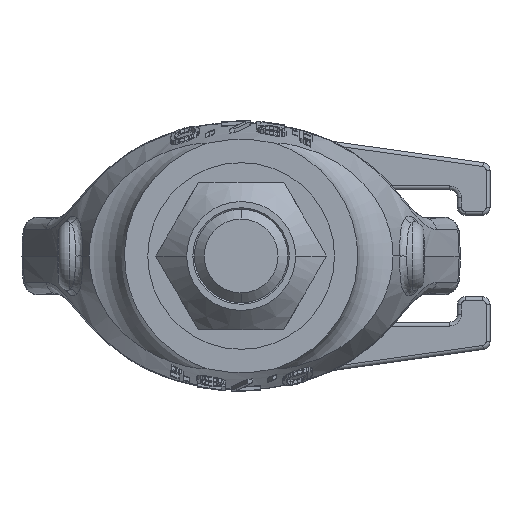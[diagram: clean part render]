
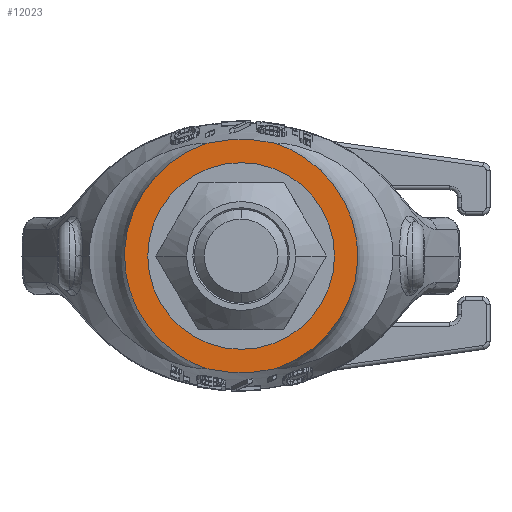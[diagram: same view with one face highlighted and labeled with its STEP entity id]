
A CAD part, front view. The second image highlights one B-rep face of the part: STEP entity #12023.
In plain terms, the highlighted planar face has unit normal (0, -1, 0).
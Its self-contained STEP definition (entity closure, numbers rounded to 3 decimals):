
#2244=CARTESIAN_POINT('',(4.388,0.,-14.499));
#2245=CARTESIAN_POINT('',(5.126,0.,-14.254));
#2246=CARTESIAN_POINT('',(6.545,0.,-13.664));
#2247=CARTESIAN_POINT('',(8.523,0.,-12.479));
#2248=CARTESIAN_POINT('',(10.29,0.,-11.03));
#2249=CARTESIAN_POINT('',(11.817,0.,-9.35));
#2250=CARTESIAN_POINT('',(13.073,0.,-7.477));
#2251=CARTESIAN_POINT('',(14.035,0.,-5.451));
#2252=CARTESIAN_POINT('',(14.686,0.,-3.315));
#2253=CARTESIAN_POINT('',(15.014,0.,-1.112));
#2254=CARTESIAN_POINT('',(15.014,0.,1.112));
#2255=CARTESIAN_POINT('',(14.686,0.,3.315));
#2256=CARTESIAN_POINT('',(14.035,0.,5.451));
#2257=CARTESIAN_POINT('',(13.073,0.,7.477));
#2258=CARTESIAN_POINT('',(11.817,0.,9.35));
#2259=CARTESIAN_POINT('',(10.29,0.,11.03));
#2260=CARTESIAN_POINT('',(8.523,0.,12.479));
#2261=CARTESIAN_POINT('',(6.545,0.,13.664));
#2262=CARTESIAN_POINT('',(5.126,0.,14.254));
#2263=CARTESIAN_POINT('',(4.388,0.,14.499));
#2265=CARTESIAN_POINT('',(4.388,0.,-14.499));
#2266=CARTESIAN_POINT('',(4.042,0.,-14.58));
#2267=CARTESIAN_POINT('',(3.146,0.,-14.761));
#2268=CARTESIAN_POINT('',(1.681,0.,-14.952));
#2269=CARTESIAN_POINT('',(0.,0.,-15.024));
#2270=CARTESIAN_POINT('',(-1.681,0.,-14.952));
#2271=CARTESIAN_POINT('',(-3.146,0.,-14.761));
#2272=CARTESIAN_POINT('',(-4.042,0.,-14.58));
#2273=CARTESIAN_POINT('',(-4.388,0.,-14.499));
#2275=CARTESIAN_POINT('',(4.388,0.,14.499));
#2276=CARTESIAN_POINT('',(4.042,0.,14.58));
#2277=CARTESIAN_POINT('',(3.146,0.,14.761));
#2278=CARTESIAN_POINT('',(1.681,0.,14.952));
#2279=CARTESIAN_POINT('',(0.,0.,15.024));
#2280=CARTESIAN_POINT('',(-1.681,0.,14.952));
#2281=CARTESIAN_POINT('',(-3.146,0.,14.761));
#2282=CARTESIAN_POINT('',(-4.042,0.,14.58));
#2283=CARTESIAN_POINT('',(-4.388,0.,14.499));
#2285=CARTESIAN_POINT('',(0.,0.,0.));
#2286=DIRECTION('',(0.,-1.,0.));
#2287=DIRECTION('',(1.,0.,0.));
#2288=AXIS2_PLACEMENT_3D('',#2285,#2286,#2287);
#2290=CARTESIAN_POINT('',(0.,0.,0.));
#2291=DIRECTION('',(0.,-1.,0.));
#2292=DIRECTION('',(-1.,0.,0.));
#2293=AXIS2_PLACEMENT_3D('',#2290,#2291,#2292);
#2295=CARTESIAN_POINT('',(-4.388,0.,14.499));
#2296=CARTESIAN_POINT('',(-5.126,0.,14.254));
#2297=CARTESIAN_POINT('',(-6.545,0.,13.664));
#2298=CARTESIAN_POINT('',(-8.523,0.,12.479));
#2299=CARTESIAN_POINT('',(-10.29,0.,11.031));
#2300=CARTESIAN_POINT('',(-11.817,0.,9.35));
#2301=CARTESIAN_POINT('',(-13.073,0.,7.477));
#2302=CARTESIAN_POINT('',(-14.035,0.,5.451));
#2303=CARTESIAN_POINT('',(-14.686,0.,3.315));
#2304=CARTESIAN_POINT('',(-15.014,0.,1.112));
#2305=CARTESIAN_POINT('',(-15.014,0.,-1.112));
#2306=CARTESIAN_POINT('',(-14.686,0.,-3.315));
#2307=CARTESIAN_POINT('',(-14.035,0.,-5.451));
#2308=CARTESIAN_POINT('',(-13.073,0.,-7.477));
#2309=CARTESIAN_POINT('',(-11.817,0.,-9.35));
#2310=CARTESIAN_POINT('',(-10.29,0.,-11.031));
#2311=CARTESIAN_POINT('',(-8.523,0.,-12.479));
#2312=CARTESIAN_POINT('',(-6.545,0.,-13.664));
#2313=CARTESIAN_POINT('',(-5.126,0.,-14.254));
#2314=CARTESIAN_POINT('',(-4.388,0.,-14.499));
#7891=CARTESIAN_POINT('',(10.15,0.,0.));
#7892=CARTESIAN_POINT('',(-10.15,0.,0.));
#7893=VERTEX_POINT('',#7891);
#7894=VERTEX_POINT('',#7892);
#8726=VERTEX_POINT('',#2275);
#8727=VERTEX_POINT('',#2283);
#8728=VERTEX_POINT('',#2265);
#8729=VERTEX_POINT('',#2273);
#12005=CARTESIAN_POINT('',(-17.191,0.,0.));
#12006=DIRECTION('',(0.,-1.,0.));
#12007=DIRECTION('',(1.,0.,0.));
#12008=AXIS2_PLACEMENT_3D('',#12005,#12006,#12007);
#12009=PLANE('',#12008);
#12010=ORIENTED_EDGE('',*,*,#11998,.F.);
#12011=ORIENTED_EDGE('',*,*,#9681,.T.);
#12013=ORIENTED_EDGE('',*,*,#12012,.F.);
#12014=ORIENTED_EDGE('',*,*,#10605,.F.);
#12015=EDGE_LOOP('',(#12010,#12011,#12013,#12014));
#12016=FACE_OUTER_BOUND('',#12015,.F.);
#12018=ORIENTED_EDGE('',*,*,#12017,.T.);
#12020=ORIENTED_EDGE('',*,*,#12019,.T.);
#12021=EDGE_LOOP('',(#12018,#12020));
#12022=FACE_BOUND('',#12021,.F.);
#12023=ADVANCED_FACE('',(#12016,#12022),#12009,.T.);
#2264=B_SPLINE_CURVE_WITH_KNOTS('',3,(#2244,#2245,#2246,#2247,#2248,#2249,#2250,
#2251,#2252,#2253,#2254,#2255,#2256,#2257,#2258,#2259,#2260,#2261,#2262,#2263),
.UNSPECIFIED.,.F.,.F.,(4,1,1,1,1,1,1,1,1,1,1,1,1,1,1,1,1,4),(0.,
0.059,0.118,0.176,0.235,
0.294,0.353,0.412,0.471,
0.529,0.588,0.647,0.706,
0.765,0.824,0.882,0.941,1.),
.UNSPECIFIED.);
#2274=B_SPLINE_CURVE_WITH_KNOTS('',3,(#2265,#2266,#2267,#2268,#2269,#2270,#2271,
#2272,#2273),.UNSPECIFIED.,.F.,.F.,(4,1,1,1,1,1,4),(0.,0.121,
0.311,0.5,0.689,0.879,1.),
.UNSPECIFIED.);
#2284=B_SPLINE_CURVE_WITH_KNOTS('',3,(#2275,#2276,#2277,#2278,#2279,#2280,#2281,
#2282,#2283),.UNSPECIFIED.,.F.,.F.,(4,1,1,1,1,1,4),(0.,0.121,
0.311,0.5,0.689,0.879,1.),
.UNSPECIFIED.);
#2289=CIRCLE('',#2288,10.15);
#2294=CIRCLE('',#2293,10.15);
#2315=B_SPLINE_CURVE_WITH_KNOTS('',3,(#2295,#2296,#2297,#2298,#2299,#2300,#2301,
#2302,#2303,#2304,#2305,#2306,#2307,#2308,#2309,#2310,#2311,#2312,#2313,#2314),
.UNSPECIFIED.,.F.,.F.,(4,1,1,1,1,1,1,1,1,1,1,1,1,1,1,1,1,4),(0.,
0.059,0.118,0.176,0.235,
0.294,0.353,0.412,0.471,
0.529,0.588,0.647,0.706,
0.765,0.824,0.882,0.941,1.),
.UNSPECIFIED.);
#9681=EDGE_CURVE('',#8728,#8729,#2274,.T.);
#10605=EDGE_CURVE('',#8726,#8727,#2284,.T.);
#11998=EDGE_CURVE('',#8728,#8726,#2264,.T.);
#12012=EDGE_CURVE('',#8727,#8729,#2315,.T.);
#12017=EDGE_CURVE('',#7893,#7894,#2289,.T.);
#12019=EDGE_CURVE('',#7894,#7893,#2294,.T.);
